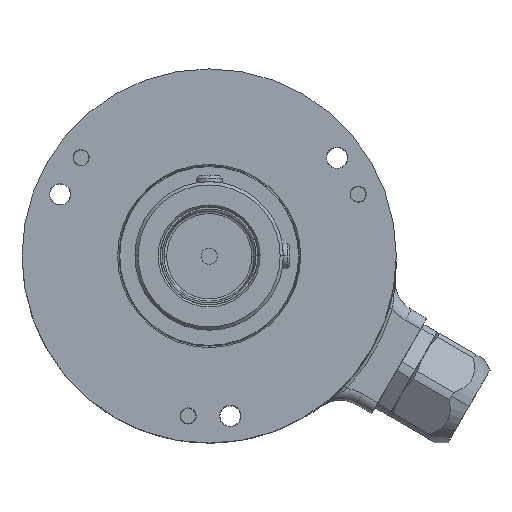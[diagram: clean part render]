
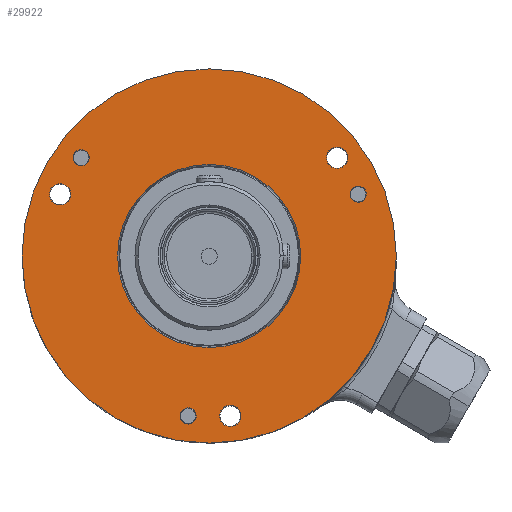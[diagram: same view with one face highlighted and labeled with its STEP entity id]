
A CAD part, top view. The second image highlights one B-rep face of the part: STEP entity #29922.
In plain terms, the highlighted planar face has unit normal (0, 0, 1).
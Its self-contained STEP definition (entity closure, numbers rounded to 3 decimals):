
#6946=CARTESIAN_POINT('',(0.,0.,18.));
#6947=DIRECTION('',(0.,0.,1.));
#6948=DIRECTION('',(1.,0.,0.));
#6949=AXIS2_PLACEMENT_3D('',#6946,#6947,#6948);
#6951=CARTESIAN_POINT('',(0.,0.,18.));
#6952=DIRECTION('',(0.,0.,1.));
#6953=DIRECTION('',(-1.,0.,0.));
#6954=AXIS2_PLACEMENT_3D('',#6951,#6952,#6953);
#6956=CARTESIAN_POINT('',(-19.834,15.219,18.));
#6957=DIRECTION('',(0.,0.,-1.));
#6958=DIRECTION('',(-0.793,0.609,0.));
#6959=AXIS2_PLACEMENT_3D('',#6956,#6957,#6958);
#6961=CARTESIAN_POINT('',(-19.834,15.219,18.));
#6962=DIRECTION('',(0.,0.,-1.));
#6963=DIRECTION('',(0.793,-0.609,0.));
#6964=AXIS2_PLACEMENT_3D('',#6961,#6962,#6963);
#6966=CARTESIAN_POINT('',(-3.263,-24.786,18.));
#6967=DIRECTION('',(0.,0.,-1.));
#6968=DIRECTION('',(-0.131,-0.991,0.));
#6969=AXIS2_PLACEMENT_3D('',#6966,#6967,#6968);
#6971=CARTESIAN_POINT('',(-3.263,-24.786,18.));
#6972=DIRECTION('',(0.,0.,-1.));
#6973=DIRECTION('',(0.131,0.991,0.));
#6974=AXIS2_PLACEMENT_3D('',#6971,#6972,#6973);
#6976=CARTESIAN_POINT('',(23.097,9.567,18.));
#6977=DIRECTION('',(0.,0.,-1.));
#6978=DIRECTION('',(0.924,0.383,0.));
#6979=AXIS2_PLACEMENT_3D('',#6976,#6977,#6978);
#6981=CARTESIAN_POINT('',(23.097,9.567,18.));
#6982=DIRECTION('',(0.,0.,-1.));
#6983=DIRECTION('',(-0.924,-0.383,0.));
#6984=AXIS2_PLACEMENT_3D('',#6981,#6982,#6983);
#6986=CARTESIAN_POINT('',(3.263,-24.786,18.));
#6987=DIRECTION('',(0.,0.,1.));
#6988=DIRECTION('',(0.,-1.,0.));
#6989=AXIS2_PLACEMENT_3D('',#6986,#6987,#6988);
#6991=CARTESIAN_POINT('',(3.263,-24.786,18.));
#6992=DIRECTION('',(0.,0.,1.));
#6993=DIRECTION('',(0.,1.,0.));
#6994=AXIS2_PLACEMENT_3D('',#6991,#6992,#6993);
#6996=CARTESIAN_POINT('',(19.834,15.219,18.));
#6997=DIRECTION('',(0.,0.,1.));
#6998=DIRECTION('',(0.,-1.,0.));
#6999=AXIS2_PLACEMENT_3D('',#6996,#6997,#6998);
#7001=CARTESIAN_POINT('',(19.834,15.219,18.));
#7002=DIRECTION('',(0.,0.,1.));
#7003=DIRECTION('',(0.,1.,0.));
#7004=AXIS2_PLACEMENT_3D('',#7001,#7002,#7003);
#7006=CARTESIAN_POINT('',(-23.097,9.567,18.));
#7007=DIRECTION('',(0.,0.,1.));
#7008=DIRECTION('',(0.,-1.,0.));
#7009=AXIS2_PLACEMENT_3D('',#7006,#7007,#7008);
#7011=CARTESIAN_POINT('',(-23.097,9.567,18.));
#7012=DIRECTION('',(0.,0.,1.));
#7013=DIRECTION('',(0.,1.,0.));
#7014=AXIS2_PLACEMENT_3D('',#7011,#7012,#7013);
#7016=CARTESIAN_POINT('',(0.,0.,18.));
#7017=DIRECTION('',(0.,0.,-1.));
#7018=DIRECTION('',(-1.,0.,0.));
#7019=AXIS2_PLACEMENT_3D('',#7016,#7017,#7018);
#7034=CARTESIAN_POINT('',(0.,0.,18.));
#7035=DIRECTION('',(0.,0.,-1.));
#7036=DIRECTION('',(1.,0.,0.));
#7037=AXIS2_PLACEMENT_3D('',#7034,#7035,#7036);
#18860=CARTESIAN_POINT('',(29.,0.,18.));
#18861=CARTESIAN_POINT('',(-29.,0.,18.));
#18862=VERTEX_POINT('',#18860);
#18863=VERTEX_POINT('',#18861);
#18944=CARTESIAN_POINT('',(-20.826,15.98,18.));
#18945=CARTESIAN_POINT('',(-18.842,14.458,18.));
#18946=VERTEX_POINT('',#18944);
#18947=VERTEX_POINT('',#18945);
#18948=CARTESIAN_POINT('',(-3.426,-26.025,18.));
#18949=CARTESIAN_POINT('',(-3.1,-23.547,18.));
#18950=VERTEX_POINT('',#18948);
#18951=VERTEX_POINT('',#18949);
#18952=CARTESIAN_POINT('',(24.252,10.045,18.));
#18953=CARTESIAN_POINT('',(21.942,9.089,18.));
#18954=VERTEX_POINT('',#18952);
#18955=VERTEX_POINT('',#18953);
#19054=CARTESIAN_POINT('',(14.188,0.,18.));
#19055=CARTESIAN_POINT('',(-14.188,0.,18.));
#19056=VERTEX_POINT('',#19054);
#19057=VERTEX_POINT('',#19055);
#19253=CARTESIAN_POINT('',(3.263,-26.436,18.));
#19254=CARTESIAN_POINT('',(3.263,-23.136,18.));
#19255=VERTEX_POINT('',#19253);
#19256=VERTEX_POINT('',#19254);
#19261=CARTESIAN_POINT('',(19.834,13.569,18.));
#19262=CARTESIAN_POINT('',(19.834,16.869,18.));
#19263=VERTEX_POINT('',#19261);
#19264=VERTEX_POINT('',#19262);
#19269=CARTESIAN_POINT('',(-23.097,7.917,18.));
#19270=CARTESIAN_POINT('',(-23.097,11.217,18.));
#19271=VERTEX_POINT('',#19269);
#19272=VERTEX_POINT('',#19270);
#29871=CARTESIAN_POINT('',(0.,0.,18.));
#29872=DIRECTION('',(0.,0.,1.));
#29873=DIRECTION('',(1.,0.,0.));
#29874=AXIS2_PLACEMENT_3D('',#29871,#29872,#29873);
#29875=PLANE('',#29874);
#29876=ORIENTED_EDGE('',*,*,#29848,.F.);
#29877=ORIENTED_EDGE('',*,*,#29862,.F.);
#29878=EDGE_LOOP('',(#29876,#29877));
#29879=FACE_OUTER_BOUND('',#29878,.F.);
#29881=ORIENTED_EDGE('',*,*,#29880,.F.);
#29883=ORIENTED_EDGE('',*,*,#29882,.F.);
#29884=EDGE_LOOP('',(#29881,#29883));
#29885=FACE_BOUND('',#29884,.F.);
#29887=ORIENTED_EDGE('',*,*,#29886,.F.);
#29889=ORIENTED_EDGE('',*,*,#29888,.F.);
#29890=EDGE_LOOP('',(#29887,#29889));
#29891=FACE_BOUND('',#29890,.F.);
#29893=ORIENTED_EDGE('',*,*,#29892,.F.);
#29895=ORIENTED_EDGE('',*,*,#29894,.F.);
#29896=EDGE_LOOP('',(#29893,#29895));
#29897=FACE_BOUND('',#29896,.F.);
#29899=ORIENTED_EDGE('',*,*,#29898,.F.);
#29901=ORIENTED_EDGE('',*,*,#29900,.F.);
#29902=EDGE_LOOP('',(#29899,#29901));
#29903=FACE_BOUND('',#29902,.F.);
#29905=ORIENTED_EDGE('',*,*,#29904,.T.);
#29907=ORIENTED_EDGE('',*,*,#29906,.T.);
#29908=EDGE_LOOP('',(#29905,#29907));
#29909=FACE_BOUND('',#29908,.F.);
#29911=ORIENTED_EDGE('',*,*,#29910,.T.);
#29913=ORIENTED_EDGE('',*,*,#29912,.T.);
#29914=EDGE_LOOP('',(#29911,#29913));
#29915=FACE_BOUND('',#29914,.F.);
#29917=ORIENTED_EDGE('',*,*,#29916,.T.);
#29919=ORIENTED_EDGE('',*,*,#29918,.T.);
#29920=EDGE_LOOP('',(#29917,#29919));
#29921=FACE_BOUND('',#29920,.F.);
#6950=CIRCLE('',#6949,29.);
#6955=CIRCLE('',#6954,29.);
#6960=CIRCLE('',#6959,1.25);
#6965=CIRCLE('',#6964,1.25);
#6970=CIRCLE('',#6969,1.25);
#6975=CIRCLE('',#6974,1.25);
#6980=CIRCLE('',#6979,1.25);
#6985=CIRCLE('',#6984,1.25);
#6990=CIRCLE('',#6989,1.65);
#6995=CIRCLE('',#6994,1.65);
#7000=CIRCLE('',#6999,1.65);
#7005=CIRCLE('',#7004,1.65);
#7010=CIRCLE('',#7009,1.65);
#7015=CIRCLE('',#7014,1.65);
#7020=CIRCLE('',#7019,14.188);
#7038=CIRCLE('',#7037,14.188);
#29848=EDGE_CURVE('',#18862,#18863,#6950,.T.);
#29862=EDGE_CURVE('',#18863,#18862,#6955,.T.);
#29880=EDGE_CURVE('',#19057,#19056,#7020,.T.);
#29882=EDGE_CURVE('',#19056,#19057,#7038,.T.);
#29886=EDGE_CURVE('',#18946,#18947,#6960,.T.);
#29888=EDGE_CURVE('',#18947,#18946,#6965,.T.);
#29892=EDGE_CURVE('',#18950,#18951,#6970,.T.);
#29894=EDGE_CURVE('',#18951,#18950,#6975,.T.);
#29898=EDGE_CURVE('',#18954,#18955,#6980,.T.);
#29900=EDGE_CURVE('',#18955,#18954,#6985,.T.);
#29904=EDGE_CURVE('',#19255,#19256,#6990,.T.);
#29906=EDGE_CURVE('',#19256,#19255,#6995,.T.);
#29910=EDGE_CURVE('',#19263,#19264,#7000,.T.);
#29912=EDGE_CURVE('',#19264,#19263,#7005,.T.);
#29916=EDGE_CURVE('',#19271,#19272,#7010,.T.);
#29918=EDGE_CURVE('',#19272,#19271,#7015,.T.);
#29922=ADVANCED_FACE('',(#29879,#29885,#29891,#29897,#29903,#29909,#29915,
#29921),#29875,.T.);
